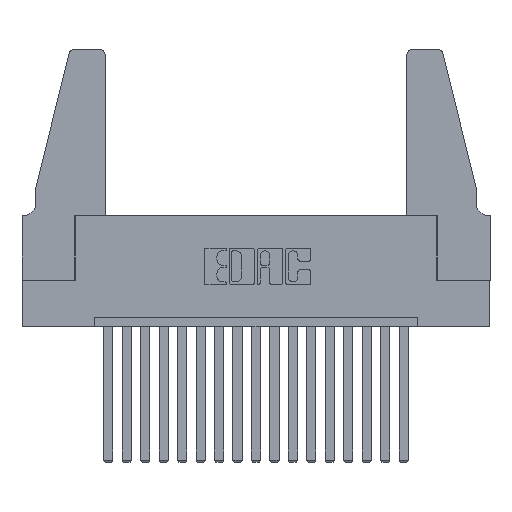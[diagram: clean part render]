
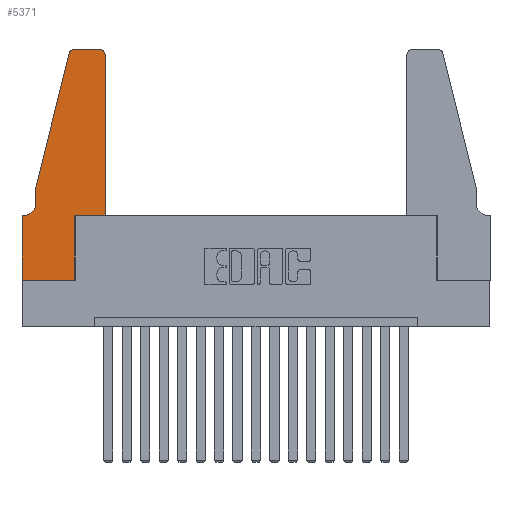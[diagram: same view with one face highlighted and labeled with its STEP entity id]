
A CAD part, top view. The second image highlights one B-rep face of the part: STEP entity #5371.
In plain terms, the highlighted planar face has unit normal (0, 0, 1).
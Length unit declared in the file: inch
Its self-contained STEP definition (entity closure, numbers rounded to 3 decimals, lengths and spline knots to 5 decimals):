
#419 = CARTESIAN_POINT ( 'NONE',  ( 0.2605, 1.25, 0.37 ) ) ;
#491 = CARTESIAN_POINT ( 'NONE',  ( 0., 0., 0.37 ) ) ;
#512 = ORIENTED_EDGE ( 'NONE', *, *, #13475, .T. ) ;
#674 = VERTEX_POINT ( 'NONE', #15417 ) ;
#743 = VERTEX_POINT ( 'NONE', #17176 ) ;
#843 = CARTESIAN_POINT ( 'NONE',  ( 0.25487, 1.22718, 0.37 ) ) ;
#1233 = DIRECTION ( 'NONE',  ( 0., 0., 1. ) ) ;
#1306 = CARTESIAN_POINT ( 'NONE',  ( 0.284, 1.25, 0.37 ) ) ;
#1551 = VECTOR ( 'NONE', #5416, 39.37008 ) ;
#1809 = VERTEX_POINT ( 'NONE', #6300 ) ;
#1968 = VECTOR ( 'NONE', #4264, 39.37008 ) ;
#2041 = ORIENTED_EDGE ( 'NONE', *, *, #10104, .T. ) ;
#2294 = EDGE_CURVE ( 'NONE', #14260, #17510, #2709, .T. ) ;
#2584 = CARTESIAN_POINT ( 'NONE',  ( 0.0755, 0.5, 0.37 ) ) ;
#2664 = EDGE_CURVE ( 'NONE', #11811, #16365, #12531, .T. ) ;
#2709 = LINE ( 'NONE', #491, #17143 ) ;
#2776 = EDGE_CURVE ( 'NONE', #10400, #17553, #7705, .T. ) ;
#3058 = CARTESIAN_POINT ( 'NONE',  ( 0., 0., 0.37 ) ) ;
#3095 = EDGE_CURVE ( 'NONE', #1809, #9195, #6393, .T. ) ;
#3200 = DIRECTION ( 'NONE',  ( 1., 0., 0. ) ) ;
#3300 = DIRECTION ( 'NONE',  ( 0., -1., 0. ) ) ;
#3365 = DIRECTION ( 'NONE',  ( -1., 0., 0. ) ) ;
#3763 = DIRECTION ( 'NONE',  ( 0., 0., -1. ) ) ;
#3917 = VERTEX_POINT ( 'NONE', #6118 ) ;
#4002 = VECTOR ( 'NONE', #7783, 39.37008 ) ;
#4028 = AXIS2_PLACEMENT_3D ( 'NONE', #9148, #4983, #14746 ) ;
#4134 = CARTESIAN_POINT ( 'NONE',  ( 0.4505, 0.35, 0.37 ) ) ;
#4264 = DIRECTION ( 'NONE',  ( 0., 1., 0. ) ) ;
#4322 = AXIS2_PLACEMENT_3D ( 'NONE', #8114, #1233, #17907 ) ;
#4419 = VECTOR ( 'NONE', #3200, 39.37008 ) ;
#4545 = ORIENTED_EDGE ( 'NONE', *, *, #16085, .T. ) ;
#4774 = CARTESIAN_POINT ( 'NONE',  ( 0.0055, 0.35, 0.37 ) ) ;
#4983 = DIRECTION ( 'NONE',  ( 0., 0., 1. ) ) ;
#5010 = ORIENTED_EDGE ( 'NONE', *, *, #9506, .T. ) ;
#5067 = EDGE_CURVE ( 'NONE', #16365, #674, #9916, .T. ) ;
#5168 = EDGE_CURVE ( 'NONE', #674, #1809, #17279, .T. ) ;
#5191 = DIRECTION ( 'NONE',  ( -1., 0., 0. ) ) ;
#5371 = ADVANCED_FACE ( 'NONE', ( #10031 ), #12207, .T. ) ;
#5416 = DIRECTION ( 'NONE',  ( -1., 0., 0. ) ) ;
#5428 = ORIENTED_EDGE ( 'NONE', *, *, #8622, .T. ) ;
#5929 = VERTEX_POINT ( 'NONE', #4774 ) ;
#6118 = CARTESIAN_POINT ( 'NONE',  ( 0.0755, 0.5, 0.37 ) ) ;
#6249 = DIRECTION ( 'NONE',  ( 1., 0., 0. ) ) ;
#6300 = CARTESIAN_POINT ( 'NONE',  ( 0.4505, 1.22, 0.37 ) ) ;
#6393 = CIRCLE ( 'NONE', #4028, 0.03 ) ;
#6518 = CARTESIAN_POINT ( 'NONE',  ( 0., 0., 0.37 ) ) ;
#6657 = CARTESIAN_POINT ( 'NONE',  ( 0.2865, 0.35, 0.37 ) ) ;
#7048 = CARTESIAN_POINT ( 'NONE',  ( 0.4205, 1.25, 0.37 ) ) ;
#7434 = EDGE_LOOP ( 'NONE', ( #4545, #13160, #5428, #5010, #512, #2041, #14337, #9289, #12045, #9963, #13899, #13129 ) ) ;
#7457 = VECTOR ( 'NONE', #3365, 39.37008 ) ;
#7686 = VECTOR ( 'NONE', #12240, 39.37008 ) ;
#7705 = CIRCLE ( 'NONE', #4322, 0.03 ) ;
#7783 = DIRECTION ( 'NONE',  ( -0.239, -0.971, 0. ) ) ;
#8114 = CARTESIAN_POINT ( 'NONE',  ( 0.284, 1.22, 0.37 ) ) ;
#8622 = EDGE_CURVE ( 'NONE', #17553, #3917, #10318, .T. ) ;
#9007 = VECTOR ( 'NONE', #17723, 39.37008 ) ;
#9148 = CARTESIAN_POINT ( 'NONE',  ( 0.4205, 1.22, 0.37 ) ) ;
#9195 = VERTEX_POINT ( 'NONE', #7048 ) ;
#9272 = EDGE_CURVE ( 'NONE', #17510, #11811, #12926, .T. ) ;
#9289 = ORIENTED_EDGE ( 'NONE', *, *, #9272, .T. ) ;
#9506 = EDGE_CURVE ( 'NONE', #3917, #743, #15582, .T. ) ;
#9916 = LINE ( 'NONE', #17786, #13356 ) ;
#9963 = ORIENTED_EDGE ( 'NONE', *, *, #5067, .T. ) ;
#10031 = FACE_OUTER_BOUND ( 'NONE', #7434, .T. ) ;
#10104 = EDGE_CURVE ( 'NONE', #5929, #14260, #11576, .T. ) ;
#10155 = CARTESIAN_POINT ( 'NONE',  ( 0.2865, 0., 0.37 ) ) ;
#10247 = CARTESIAN_POINT ( 'NONE',  ( 0., 0.35, 0.37 ) ) ;
#10318 = LINE ( 'NONE', #12889, #4002 ) ;
#10400 = VERTEX_POINT ( 'NONE', #1306 ) ;
#10696 = CARTESIAN_POINT ( 'NONE',  ( 0.0055, 0.42, 0.37 ) ) ;
#10831 = CARTESIAN_POINT ( 'NONE',  ( 0.2865, 0.35, 0.37 ) ) ;
#10842 = CARTESIAN_POINT ( 'NONE',  ( 0., 0.35, 0.37 ) ) ;
#10914 = CARTESIAN_POINT ( 'NONE',  ( 0.0755, 0.35, 0.37 ) ) ;
#11576 = LINE ( 'NONE', #10914, #1551 ) ;
#11811 = VERTEX_POINT ( 'NONE', #10155 ) ;
#12045 = ORIENTED_EDGE ( 'NONE', *, *, #2664, .T. ) ;
#12207 = PLANE ( 'NONE',  #17165 ) ;
#12240 = DIRECTION ( 'NONE',  ( 0., -1., 0. ) ) ;
#12531 = LINE ( 'NONE', #6657, #9007 ) ;
#12889 = CARTESIAN_POINT ( 'NONE',  ( 0.0755, 0.5, 0.37 ) ) ;
#12913 = LINE ( 'NONE', #419, #7457 ) ;
#12926 = LINE ( 'NONE', #3058, #4419 ) ;
#13129 = ORIENTED_EDGE ( 'NONE', *, *, #3095, .T. ) ;
#13160 = ORIENTED_EDGE ( 'NONE', *, *, #2776, .T. ) ;
#13356 = VECTOR ( 'NONE', #16435, 39.37008 ) ;
#13475 = EDGE_CURVE ( 'NONE', #743, #5929, #14129, .T. ) ;
#13850 = AXIS2_PLACEMENT_3D ( 'NONE', #10696, #3763, #5191 ) ;
#13899 = ORIENTED_EDGE ( 'NONE', *, *, #5168, .T. ) ;
#14129 = CIRCLE ( 'NONE', #13850, 0.07 ) ;
#14260 = VERTEX_POINT ( 'NONE', #10247 ) ;
#14337 = ORIENTED_EDGE ( 'NONE', *, *, #2294, .T. ) ;
#14746 = DIRECTION ( 'NONE',  ( 1., 0., 0. ) ) ;
#15014 = DIRECTION ( 'NONE',  ( 0., 0., 1. ) ) ;
#15417 = CARTESIAN_POINT ( 'NONE',  ( 0.4505, 0.35, 0.37 ) ) ;
#15582 = LINE ( 'NONE', #2584, #7686 ) ;
#16085 = EDGE_CURVE ( 'NONE', #9195, #10400, #12913, .T. ) ;
#16365 = VERTEX_POINT ( 'NONE', #10831 ) ;
#16435 = DIRECTION ( 'NONE',  ( 1., 0., 0. ) ) ;
#17143 = VECTOR ( 'NONE', #3300, 39.37008 ) ;
#17165 = AXIS2_PLACEMENT_3D ( 'NONE', #10842, #15014, #6249 ) ;
#17176 = CARTESIAN_POINT ( 'NONE',  ( 0.0755, 0.42, 0.37 ) ) ;
#17279 = LINE ( 'NONE', #4134, #1968 ) ;
#17510 = VERTEX_POINT ( 'NONE', #6518 ) ;
#17553 = VERTEX_POINT ( 'NONE', #843 ) ;
#17723 = DIRECTION ( 'NONE',  ( 0., 1., 0. ) ) ;
#17786 = CARTESIAN_POINT ( 'NONE',  ( 0.4505, 0.35, 0.37 ) ) ;
#17907 = DIRECTION ( 'NONE',  ( 1., 0., 0. ) ) ;
